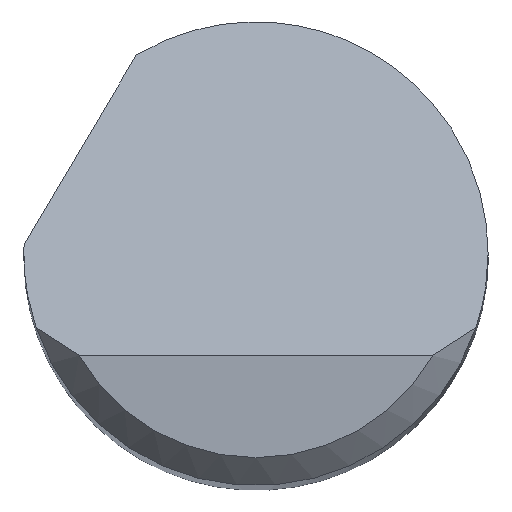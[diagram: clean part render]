
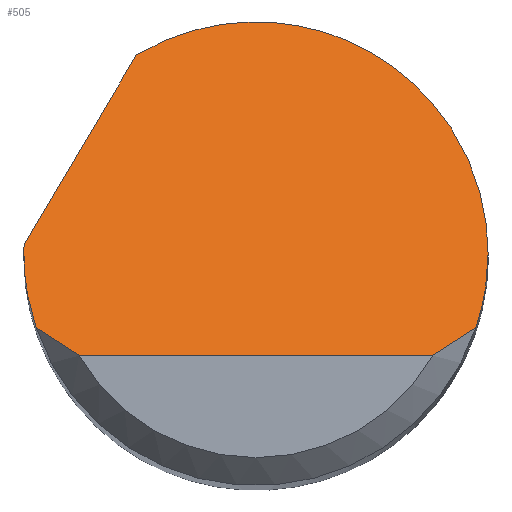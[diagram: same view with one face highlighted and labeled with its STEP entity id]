
A CAD part, top view. The second image highlights one B-rep face of the part: STEP entity #505.
In plain terms, the highlighted planar face has unit normal (0, 0.707, 0.707).
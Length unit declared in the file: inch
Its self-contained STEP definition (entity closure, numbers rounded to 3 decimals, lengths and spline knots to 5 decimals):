
#10 = CARTESIAN_POINT ( 'NONE',  ( -0.125, 0., 2.945 ) ) ;
#31 = DIRECTION ( 'NONE',  ( 1., 0., 0. ) ) ;
#57 = EDGE_CURVE ( 'NONE', #746, #211, #270, .T. ) ;
#60 = VERTEX_POINT ( 'NONE', #428 ) ;
#67 = CARTESIAN_POINT ( 'NONE',  ( -0.1249, 0.005, 2.94 ) ) ;
#75 = CARTESIAN_POINT ( 'NONE',  ( 0.09526, -0.055, 3. ) ) ;
#76 = EDGE_CURVE ( 'NONE', #503, #523, #299, .T. ) ;
#84 = VERTEX_POINT ( 'NONE', #67 ) ;
#97 = CARTESIAN_POINT ( 'NONE',  ( -0.06437, 0.10715, 2.83785 ) ) ;
#105 = CARTESIAN_POINT ( 'NONE',  ( -0.11107, -0.04528, 2.99028 ) ) ;
#124 = VECTOR ( 'NONE', #198, 39.37008 ) ;
#127 = LINE ( 'NONE', #508, #124 ) ;
#145 = EDGE_CURVE ( 'NONE', #156, #283, #245, .T. ) ;
#156 = VERTEX_POINT ( 'NONE', #75 ) ;
#161 =( BOUNDED_CURVE ( )  B_SPLINE_CURVE ( 3, ( #229, #706, #403, #717 ),
 .UNSPECIFIED., .F., .F. ) 
 B_SPLINE_CURVE_WITH_KNOTS ( ( 4, 4 ),
 ( 1.5708, 1.89653 ),
 .UNSPECIFIED. ) 
 CURVE ( )  GEOMETRIC_REPRESENTATION_ITEM ( )  RATIONAL_B_SPLINE_CURVE ( ( 1., 0.991, 0.991, 1. ) ) 
 REPRESENTATION_ITEM ( '' )  );
#163 = CARTESIAN_POINT ( 'NONE',  ( -0.11843, -0.04, 2.985 ) ) ;
#194 = ORIENTED_EDGE ( 'NONE', *, *, #57, .F. ) ;
#198 = DIRECTION ( 'NONE',  ( 0.386, 0.652, -0.652 ) ) ;
#209 = FACE_OUTER_BOUND ( 'NONE', #587, .T. ) ;
#211 = VERTEX_POINT ( 'NONE', #10 ) ;
#212 = EDGE_CURVE ( 'NONE', #60, #156, #258, .T. ) ;
#229 = CARTESIAN_POINT ( 'NONE',  ( 0.125, 0., 2.945 ) ) ;
#245 = B_SPLINE_CURVE_WITH_KNOTS ( 'NONE', 3,
 ( #570, #321, #265, #253 ),
 .UNSPECIFIED., .F., .F.,
 ( 4, 4 ),
 ( 0., 0.0008 ),
 .UNSPECIFIED. ) ;
#250 = ORIENTED_EDGE ( 'NONE', *, *, #320, .F. ) ;
#253 = CARTESIAN_POINT ( 'NONE',  ( 0.11843, -0.04, 2.985 ) ) ;
#258 = LINE ( 'NONE', #507, #622 ) ;
#261 = CARTESIAN_POINT ( 'NONE',  ( -0.125, 0.00167, 2.94333 ) ) ;
#265 = CARTESIAN_POINT ( 'NONE',  ( 0.11107, -0.04528, 2.99028 ) ) ;
#270 =( BOUNDED_CURVE ( )  B_SPLINE_CURVE ( 3, ( #163, #493, #674, #624 ),
 .UNSPECIFIED., .F., .F. ) 
 B_SPLINE_CURVE_WITH_KNOTS ( ( 4, 4 ),
 ( 4.38666, 4.71239 ),
 .UNSPECIFIED. ) 
 CURVE ( )  GEOMETRIC_REPRESENTATION_ITEM ( )  RATIONAL_B_SPLINE_CURVE ( ( 1., 0.991, 0.991, 1. ) ) 
 REPRESENTATION_ITEM ( '' )  );
#281 = CARTESIAN_POINT ( 'NONE',  ( 0.125, 0.10961, 2.83539 ) ) ;
#283 = VERTEX_POINT ( 'NONE', #336 ) ;
#291 = CARTESIAN_POINT ( 'NONE',  ( -0.10339, -0.05031, 2.99531 ) ) ;
#299 =( BOUNDED_CURVE ( )  B_SPLINE_CURVE ( 3, ( #97, #349, #281, #619 ),
 .UNSPECIFIED., .F., .F. ) 
 B_SPLINE_CURVE_WITH_KNOTS ( ( 4, 4 ),
 ( 5.74227, 7.85398 ),
 .UNSPECIFIED. ) 
 CURVE ( )  GEOMETRIC_REPRESENTATION_ITEM ( )  RATIONAL_B_SPLINE_CURVE ( ( 1., 0.662, 0.662, 1. ) ) 
 REPRESENTATION_ITEM ( '' )  );
#314 = ORIENTED_EDGE ( 'NONE', *, *, #736, .T. ) ;
#315 = CARTESIAN_POINT ( 'NONE',  ( -0.125, -0.055, 3. ) ) ;
#319 = CARTESIAN_POINT ( 'NONE',  ( 0.125, 0., 2.945 ) ) ;
#320 = EDGE_CURVE ( 'NONE', #523, #283, #161, .T. ) ;
#321 = CARTESIAN_POINT ( 'NONE',  ( 0.10339, -0.05031, 2.99531 ) ) ;
#327 = PLANE ( 'NONE',  #425 ) ;
#336 = CARTESIAN_POINT ( 'NONE',  ( 0.11843, -0.04, 2.985 ) ) ;
#349 = CARTESIAN_POINT ( 'NONE',  ( 0.0296, 0.1636, 2.7814 ) ) ;
#353 = CARTESIAN_POINT ( 'NONE',  ( -0.11843, -0.04, 2.985 ) ) ;
#376 = CARTESIAN_POINT ( 'NONE',  ( -0.06437, 0.10715, 2.83785 ) ) ;
#403 = CARTESIAN_POINT ( 'NONE',  ( 0.12279, -0.02708, 2.97208 ) ) ;
#419 = CARTESIAN_POINT ( 'NONE',  ( -0.09526, -0.055, 3. ) ) ;
#425 = AXIS2_PLACEMENT_3D ( 'NONE', #315, #517, #576 ) ;
#428 = CARTESIAN_POINT ( 'NONE',  ( -0.09526, -0.055, 3. ) ) ;
#447 = CARTESIAN_POINT ( 'NONE',  ( -0.125, 0., 2.945 ) ) ;
#460 = ORIENTED_EDGE ( 'NONE', *, *, #76, .F. ) ;
#480 = ORIENTED_EDGE ( 'NONE', *, *, #145, .T. ) ;
#493 = CARTESIAN_POINT ( 'NONE',  ( -0.12279, -0.02708, 2.97208 ) ) ;
#503 = VERTEX_POINT ( 'NONE', #376 ) ;
#505 = ADVANCED_FACE ( 'NONE', ( #209 ), #327, .F. ) ;
#507 = CARTESIAN_POINT ( 'NONE',  ( 0., -0.055, 3. ) ) ;
#508 = CARTESIAN_POINT ( 'NONE',  ( -0.15516, -0.04606, 2.99106 ) ) ;
#510 = ORIENTED_EDGE ( 'NONE', *, *, #678, .F. ) ;
#511 = CARTESIAN_POINT ( 'NONE',  ( -0.1249, 0.005, 2.94 ) ) ;
#517 = DIRECTION ( 'NONE',  ( 0., -0.707, -0.707 ) ) ;
#522 = B_SPLINE_CURVE_WITH_KNOTS ( 'NONE', 3,
 ( #353, #105, #291, #419 ),
 .UNSPECIFIED., .F., .F.,
 ( 4, 4 ),
 ( 0., 0.0008 ),
 .UNSPECIFIED. ) ;
#523 = VERTEX_POINT ( 'NONE', #319 ) ;
#543 = ORIENTED_EDGE ( 'NONE', *, *, #212, .T. ) ;
#545 = CARTESIAN_POINT ( 'NONE',  ( -0.11843, -0.04, 2.985 ) ) ;
#570 = CARTESIAN_POINT ( 'NONE',  ( 0.09526, -0.055, 3. ) ) ;
#576 = DIRECTION ( 'NONE',  ( 0., 0.707, -0.707 ) ) ;
#587 = EDGE_LOOP ( 'NONE', ( #543, #480, #250, #460, #510, #704, #194, #314 ) ) ;
#599 = EDGE_CURVE ( 'NONE', #211, #84, #604, .T. ) ;
#604 =( BOUNDED_CURVE ( )  B_SPLINE_CURVE ( 3, ( #447, #261, #693, #511 ),
 .UNSPECIFIED., .F., .F. ) 
 B_SPLINE_CURVE_WITH_KNOTS ( ( 4, 4 ),
 ( 4.71239, 4.7524 ),
 .UNSPECIFIED. ) 
 CURVE ( )  GEOMETRIC_REPRESENTATION_ITEM ( )  RATIONAL_B_SPLINE_CURVE ( ( 1., 1., 1., 1. ) ) 
 REPRESENTATION_ITEM ( '' )  );
#619 = CARTESIAN_POINT ( 'NONE',  ( 0.125, 0., 2.945 ) ) ;
#622 = VECTOR ( 'NONE', #31, 39.37008 ) ;
#624 = CARTESIAN_POINT ( 'NONE',  ( -0.125, 0., 2.945 ) ) ;
#674 = CARTESIAN_POINT ( 'NONE',  ( -0.125, -0.01363, 2.95863 ) ) ;
#678 = EDGE_CURVE ( 'NONE', #84, #503, #127, .T. ) ;
#693 = CARTESIAN_POINT ( 'NONE',  ( -0.12497, 0.00333, 2.94167 ) ) ;
#704 = ORIENTED_EDGE ( 'NONE', *, *, #599, .F. ) ;
#706 = CARTESIAN_POINT ( 'NONE',  ( 0.125, -0.01363, 2.95863 ) ) ;
#717 = CARTESIAN_POINT ( 'NONE',  ( 0.11843, -0.04, 2.985 ) ) ;
#736 = EDGE_CURVE ( 'NONE', #746, #60, #522, .T. ) ;
#746 = VERTEX_POINT ( 'NONE', #545 ) ;
